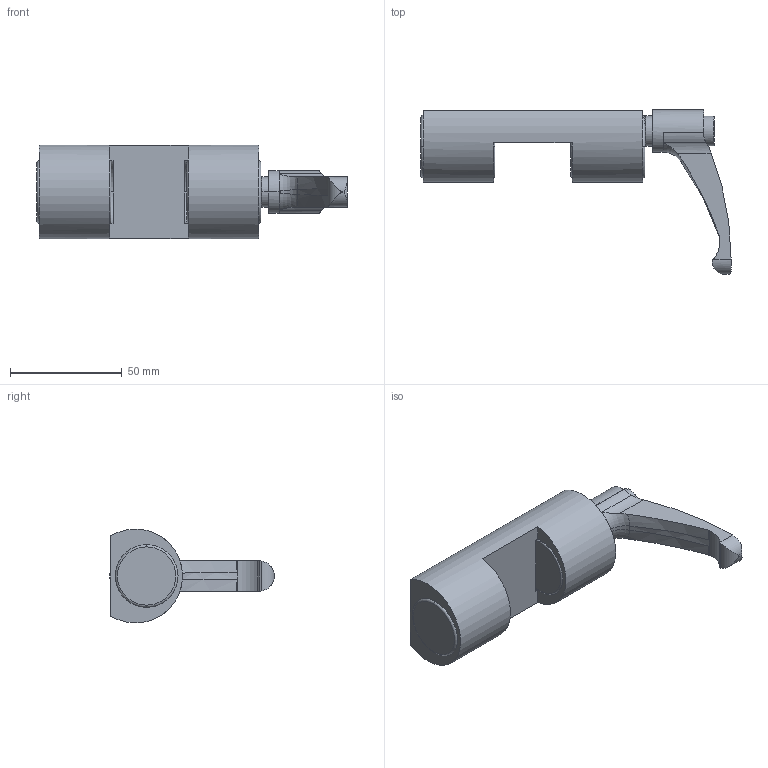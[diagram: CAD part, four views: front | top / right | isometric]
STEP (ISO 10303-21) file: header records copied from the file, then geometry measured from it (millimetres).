
FILE_DESCRIPTION((''),'2;1');
FILE_NAME('FRCMAN35T02LT_SW0001','2016-09-09T',('anacleto.m'),(''),'CREO PARAMETRIC BY PTC INC, 2016050','CREO PARAMETRIC BY PTC INC, 2016050','');
FILE_SCHEMA(('CONFIG_CONTROL_DESIGN'));
Length unit declared in the file: millimetre
Products named in the file (1): FRCMAN35T02LT_SW0001
Bounding box: 138.5 x 73.5 x 41.96 mm (x, y, z)
Volume: 100898.1 mm3; surface area: 23819 mm2
Topology: 1 solids, 1 shells, 128 faces, 324 edges, 196 vertices
Faces by surface type: cylinder 44, plane 38, cone 32, torus 12, bspline 2
Entity records: 4084 total; most frequent: CARTESIAN_POINT 986, DIRECTION 675, ORIENTED_EDGE 620, EDGE_CURVE 310, AXIS2_PLACEMENT_3D 272, VERTEX_POINT 196, CIRCLE 146, EDGE_LOOP 142
